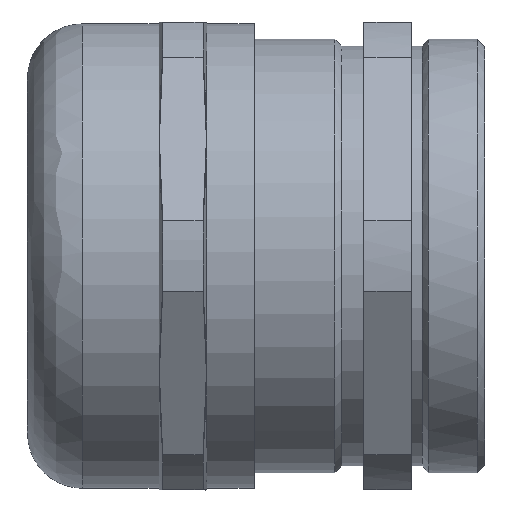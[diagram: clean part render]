
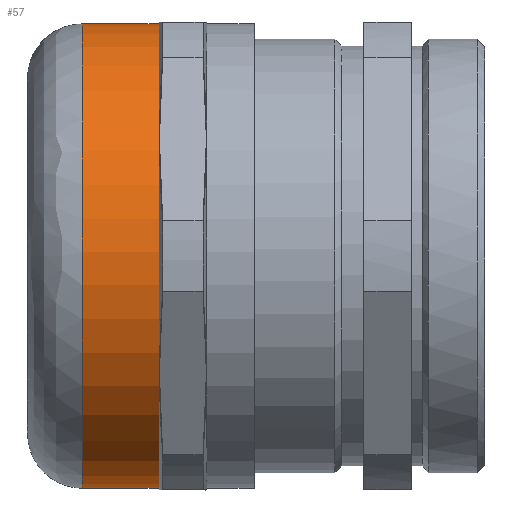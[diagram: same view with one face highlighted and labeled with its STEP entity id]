
A CAD part, front view. The second image highlights one B-rep face of the part: STEP entity #57.
In plain terms, the highlighted free-form (B-spline) face has degree [2, 1] with [9, 2] control points.
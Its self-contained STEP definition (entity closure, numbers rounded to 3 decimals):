
#57=ADVANCED_FACE('',(#159),#1498,.T.);
#159=FACE_OUTER_BOUND('',#262,.T.);
#262=EDGE_LOOP('',(#452,#453,#454,#455));
#452=ORIENTED_EDGE('',*,*,#863,.T.);
#453=ORIENTED_EDGE('',*,*,#890,.F.);
#454=ORIENTED_EDGE('',*,*,#864,.T.);
#455=ORIENTED_EDGE('',*,*,#889,.T.);
#863=EDGE_CURVE('',#1346,#1345,#1163,.T.);
#864=EDGE_CURVE('',#1344,#1347,#1164,.T.);
#889=EDGE_CURVE('',#1347,#1346,#1179,.T.);
#890=EDGE_CURVE('',#1344,#1345,#1180,.T.);
#1163=(
BOUNDED_CURVE()
B_SPLINE_CURVE(1,(#2764,#2765),.UNSPECIFIED.,.F.,.F.)
B_SPLINE_CURVE_WITH_KNOTS((2,2),(-10.5,0.),.UNSPECIFIED.)
CURVE()
GEOMETRIC_REPRESENTATION_ITEM()
RATIONAL_B_SPLINE_CURVE((1.,1.))
REPRESENTATION_ITEM('')
);
#1164=(
BOUNDED_CURVE()
B_SPLINE_CURVE(1,(#2766,#2767),.UNSPECIFIED.,.F.,.F.)
B_SPLINE_CURVE_WITH_KNOTS((2,2),(0.,10.5),.UNSPECIFIED.)
CURVE()
GEOMETRIC_REPRESENTATION_ITEM()
RATIONAL_B_SPLINE_CURVE((1.,1.))
REPRESENTATION_ITEM('')
);
#1179=(
BOUNDED_CURVE()
B_SPLINE_CURVE(2,(#2840,#2841,#2842,#2843,#2844),.UNSPECIFIED.,.F.,.F.)
B_SPLINE_CURVE_WITH_KNOTS((3,2,3),(-114.275,-76.184,
-38.092),.UNSPECIFIED.)
CURVE()
GEOMETRIC_REPRESENTATION_ITEM()
RATIONAL_B_SPLINE_CURVE((1.,0.707,1.,0.707,1.))
REPRESENTATION_ITEM('')
);
#1180=(
BOUNDED_CURVE()
B_SPLINE_CURVE(2,(#2845,#2846,#2847,#2848,#2849),.UNSPECIFIED.,.F.,.F.)
B_SPLINE_CURVE_WITH_KNOTS((3,2,3),(-99.746,-49.873,
0.),.UNSPECIFIED.)
CURVE()
GEOMETRIC_REPRESENTATION_ITEM()
RATIONAL_B_SPLINE_CURVE((1.,0.707,1.,0.707,1.))
REPRESENTATION_ITEM('')
);
#1344=VERTEX_POINT('',#2420);
#1345=VERTEX_POINT('',#2421);
#1346=VERTEX_POINT('',#2422);
#1347=VERTEX_POINT('',#2423);
#1498=(
BOUNDED_SURFACE()
B_SPLINE_SURFACE(2,1,((#2243,#2244),(#2245,#2246),(#2247,#2248),(#2249,
#2250),(#2251,#2252),(#2253,#2254),(#2255,#2256),(#2257,#2258),(#2259,#2260)),
 .UNSPECIFIED.,.T.,.F.,.F.)
B_SPLINE_SURFACE_WITH_KNOTS((3,2,2,2,3),(2,2),(0.,49.873,99.746,
149.618,199.491),(0.,12.601),.UNSPECIFIED.)
GEOMETRIC_REPRESENTATION_ITEM()
RATIONAL_B_SPLINE_SURFACE(((1.,1.),(0.707,0.707),
(1.,1.),(0.707,0.707),(1.,1.),(0.707,
0.707),(1.,1.),(0.707,0.707),(1.,1.)))
REPRESENTATION_ITEM('')
SURFACE()
);
#2243=CARTESIAN_POINT('',(19.05,31.75,22.95));
#2244=CARTESIAN_POINT('',(6.45,31.75,22.95));
#2245=CARTESIAN_POINT('',(19.05,31.75,-8.8));
#2246=CARTESIAN_POINT('',(6.45,31.75,-8.8));
#2247=CARTESIAN_POINT('',(19.05,0.,-8.8));
#2248=CARTESIAN_POINT('',(6.45,0.,-8.8));
#2249=CARTESIAN_POINT('',(19.05,-31.75,-8.8));
#2250=CARTESIAN_POINT('',(6.45,-31.75,-8.8));
#2251=CARTESIAN_POINT('',(19.05,-31.75,22.95));
#2252=CARTESIAN_POINT('',(6.45,-31.75,22.95));
#2253=CARTESIAN_POINT('',(19.05,-31.75,54.7));
#2254=CARTESIAN_POINT('',(6.45,-31.75,54.7));
#2255=CARTESIAN_POINT('',(19.05,0.,54.7));
#2256=CARTESIAN_POINT('',(6.45,0.,54.7));
#2257=CARTESIAN_POINT('',(19.05,31.75,54.7));
#2258=CARTESIAN_POINT('',(6.45,31.75,54.7));
#2259=CARTESIAN_POINT('',(19.05,31.75,22.95));
#2260=CARTESIAN_POINT('',(6.45,31.75,22.95));
#2420=CARTESIAN_POINT('',(18.,0.,54.7));
#2421=CARTESIAN_POINT('',(18.,0.,-8.8));
#2422=CARTESIAN_POINT('',(7.5,0.,-8.8));
#2423=CARTESIAN_POINT('',(7.5,0.,54.7));
#2764=CARTESIAN_POINT('',(7.5,0.,-8.8));
#2765=CARTESIAN_POINT('',(18.,0.,-8.8));
#2766=CARTESIAN_POINT('',(18.,0.,54.7));
#2767=CARTESIAN_POINT('',(7.5,0.,54.7));
#2840=CARTESIAN_POINT('',(7.5,0.,54.7));
#2841=CARTESIAN_POINT('',(7.5,-31.75,54.7));
#2842=CARTESIAN_POINT('',(7.5,-31.75,22.95));
#2843=CARTESIAN_POINT('',(7.5,-31.75,-8.8));
#2844=CARTESIAN_POINT('',(7.5,0.,-8.8));
#2845=CARTESIAN_POINT('',(18.,0.,54.7));
#2846=CARTESIAN_POINT('',(18.,-31.75,54.7));
#2847=CARTESIAN_POINT('',(18.,-31.75,22.95));
#2848=CARTESIAN_POINT('',(18.,-31.75,-8.8));
#2849=CARTESIAN_POINT('',(18.,0.,-8.8));
